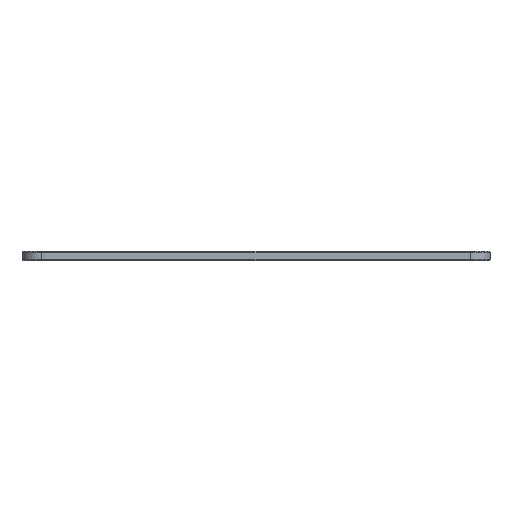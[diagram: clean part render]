
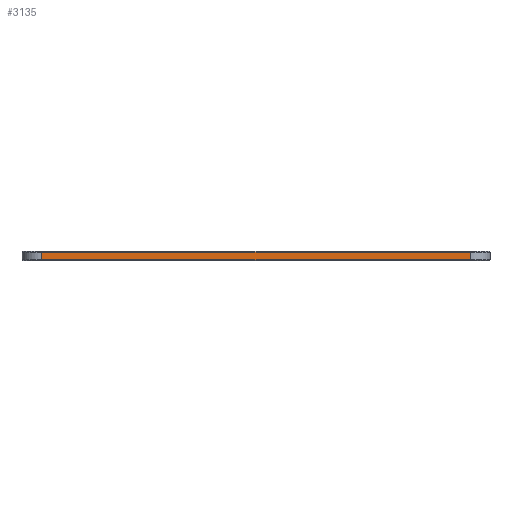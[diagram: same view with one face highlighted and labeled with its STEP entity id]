
A CAD part, front view. The second image highlights one B-rep face of the part: STEP entity #3135.
In plain terms, the highlighted planar face has unit normal (0, -1, 0).
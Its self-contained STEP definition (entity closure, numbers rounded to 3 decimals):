
#158 = PLANE('',#159);
#159 = AXIS2_PLACEMENT_3D('',#160,#161,#162);
#160 = CARTESIAN_POINT('',(0.,-6.1,0.15));
#161 = DIRECTION('',(0.,-0.707,-0.707));
#162 = DIRECTION('',(-1.,-0.,-0.));
#1220 = VERTEX_POINT('',#1221);
#1221 = CARTESIAN_POINT('',(137.5,-6.25,0.3));
#1257 = CYLINDRICAL_SURFACE('',#1258,6.25);
#1258 = AXIS2_PLACEMENT_3D('',#1259,#1260,#1261);
#1259 = CARTESIAN_POINT('',(137.5,0.,0.));
#1260 = DIRECTION('',(-0.,-0.,-1.));
#1261 = DIRECTION('',(1.,0.,0.));
#1329 = VERTEX_POINT('',#1330);
#1330 = CARTESIAN_POINT('',(0.,-6.25,0.3));
#1351 = EDGE_CURVE('',#1329,#1220,#1352,.T.);
#1352 = SURFACE_CURVE('',#1353,(#1357,#1364),.PCURVE_S1.);
#1353 = LINE('',#1354,#1355);
#1354 = CARTESIAN_POINT('',(0.,-6.25,0.3));
#1355 = VECTOR('',#1356,1.);
#1356 = DIRECTION('',(1.,0.,0.));
#1357 = PCURVE('',#158,#1358);
#1358 = DEFINITIONAL_REPRESENTATION('',(#1359),#1363);
#1359 = LINE('',#1360,#1361);
#1360 = CARTESIAN_POINT('',(-0.,-0.212));
#1361 = VECTOR('',#1362,1.);
#1362 = DIRECTION('',(-1.,0.));
#1363 = ( GEOMETRIC_REPRESENTATION_CONTEXT(2) 
PARAMETRIC_REPRESENTATION_CONTEXT() REPRESENTATION_CONTEXT('2D SPACE',''
  ) );
#1364 = PCURVE('',#1365,#1370);
#1365 = PLANE('',#1366);
#1366 = AXIS2_PLACEMENT_3D('',#1367,#1368,#1369);
#1367 = CARTESIAN_POINT('',(0.,-6.25,0.));
#1368 = DIRECTION('',(0.,1.,0.));
#1369 = DIRECTION('',(1.,0.,0.));
#1370 = DEFINITIONAL_REPRESENTATION('',(#1371),#1375);
#1371 = LINE('',#1372,#1373);
#1372 = CARTESIAN_POINT('',(0.,-0.3));
#1373 = VECTOR('',#1374,1.);
#1374 = DIRECTION('',(1.,0.));
#1375 = ( GEOMETRIC_REPRESENTATION_CONTEXT(2) 
PARAMETRIC_REPRESENTATION_CONTEXT() REPRESENTATION_CONTEXT('2D SPACE',''
  ) );
#1398 = CYLINDRICAL_SURFACE('',#1399,6.25);
#1399 = AXIS2_PLACEMENT_3D('',#1400,#1401,#1402);
#1400 = CARTESIAN_POINT('',(0.,0.,0.));
#1401 = DIRECTION('',(-0.,-0.,-1.));
#1402 = DIRECTION('',(1.,0.,0.));
#3030 = EDGE_CURVE('',#1220,#3031,#3033,.T.);
#3031 = VERTEX_POINT('',#3032);
#3032 = CARTESIAN_POINT('',(137.5,-6.25,2.825));
#3033 = SURFACE_CURVE('',#3034,(#3038,#3045),.PCURVE_S1.);
#3034 = LINE('',#3035,#3036);
#3035 = CARTESIAN_POINT('',(137.5,-6.25,0.));
#3036 = VECTOR('',#3037,1.);
#3037 = DIRECTION('',(0.,0.,1.));
#3038 = PCURVE('',#1257,#3039);
#3039 = DEFINITIONAL_REPRESENTATION('',(#3040),#3044);
#3040 = LINE('',#3041,#3042);
#3041 = CARTESIAN_POINT('',(-4.712,0.));
#3042 = VECTOR('',#3043,1.);
#3043 = DIRECTION('',(-0.,-1.));
#3044 = ( GEOMETRIC_REPRESENTATION_CONTEXT(2) 
PARAMETRIC_REPRESENTATION_CONTEXT() REPRESENTATION_CONTEXT('2D SPACE',''
  ) );
#3045 = PCURVE('',#1365,#3046);
#3046 = DEFINITIONAL_REPRESENTATION('',(#3047),#3051);
#3047 = LINE('',#3048,#3049);
#3048 = CARTESIAN_POINT('',(137.5,0.));
#3049 = VECTOR('',#3050,1.);
#3050 = DIRECTION('',(0.,-1.));
#3051 = ( GEOMETRIC_REPRESENTATION_CONTEXT(2) 
PARAMETRIC_REPRESENTATION_CONTEXT() REPRESENTATION_CONTEXT('2D SPACE',''
  ) );
#3135 = ADVANCED_FACE('',(#3136),#1365,.F.);
#3136 = FACE_BOUND('',#3137,.F.);
#3137 = EDGE_LOOP('',(#3138,#3161,#3187,#3188));
#3138 = ORIENTED_EDGE('',*,*,#3139,.T.);
#3139 = EDGE_CURVE('',#1329,#3140,#3142,.T.);
#3140 = VERTEX_POINT('',#3141);
#3141 = CARTESIAN_POINT('',(0.,-6.25,2.825));
#3142 = SURFACE_CURVE('',#3143,(#3147,#3154),.PCURVE_S1.);
#3143 = LINE('',#3144,#3145);
#3144 = CARTESIAN_POINT('',(0.,-6.25,0.));
#3145 = VECTOR('',#3146,1.);
#3146 = DIRECTION('',(0.,0.,1.));
#3147 = PCURVE('',#1365,#3148);
#3148 = DEFINITIONAL_REPRESENTATION('',(#3149),#3153);
#3149 = LINE('',#3150,#3151);
#3150 = CARTESIAN_POINT('',(0.,0.));
#3151 = VECTOR('',#3152,1.);
#3152 = DIRECTION('',(0.,-1.));
#3153 = ( GEOMETRIC_REPRESENTATION_CONTEXT(2) 
PARAMETRIC_REPRESENTATION_CONTEXT() REPRESENTATION_CONTEXT('2D SPACE',''
  ) );
#3154 = PCURVE('',#1398,#3155);
#3155 = DEFINITIONAL_REPRESENTATION('',(#3156),#3160);
#3156 = LINE('',#3157,#3158);
#3157 = CARTESIAN_POINT('',(-4.712,0.));
#3158 = VECTOR('',#3159,1.);
#3159 = DIRECTION('',(-0.,-1.));
#3160 = ( GEOMETRIC_REPRESENTATION_CONTEXT(2) 
PARAMETRIC_REPRESENTATION_CONTEXT() REPRESENTATION_CONTEXT('2D SPACE',''
  ) );
#3161 = ORIENTED_EDGE('',*,*,#3162,.T.);
#3162 = EDGE_CURVE('',#3140,#3031,#3163,.T.);
#3163 = SURFACE_CURVE('',#3164,(#3168,#3175),.PCURVE_S1.);
#3164 = LINE('',#3165,#3166);
#3165 = CARTESIAN_POINT('',(0.,-6.25,2.825));
#3166 = VECTOR('',#3167,1.);
#3167 = DIRECTION('',(1.,0.,0.));
#3168 = PCURVE('',#1365,#3169);
#3169 = DEFINITIONAL_REPRESENTATION('',(#3170),#3174);
#3170 = LINE('',#3171,#3172);
#3171 = CARTESIAN_POINT('',(0.,-2.825));
#3172 = VECTOR('',#3173,1.);
#3173 = DIRECTION('',(1.,0.));
#3174 = ( GEOMETRIC_REPRESENTATION_CONTEXT(2) 
PARAMETRIC_REPRESENTATION_CONTEXT() REPRESENTATION_CONTEXT('2D SPACE',''
  ) );
#3175 = PCURVE('',#3176,#3181);
#3176 = PLANE('',#3177);
#3177 = AXIS2_PLACEMENT_3D('',#3178,#3179,#3180);
#3178 = CARTESIAN_POINT('',(0.,-6.1,2.975));
#3179 = DIRECTION('',(0.,0.707,-0.707));
#3180 = DIRECTION('',(-1.,-0.,-0.));
#3181 = DEFINITIONAL_REPRESENTATION('',(#3182),#3186);
#3182 = LINE('',#3183,#3184);
#3183 = CARTESIAN_POINT('',(-0.,-0.212));
#3184 = VECTOR('',#3185,1.);
#3185 = DIRECTION('',(-1.,0.));
#3186 = ( GEOMETRIC_REPRESENTATION_CONTEXT(2) 
PARAMETRIC_REPRESENTATION_CONTEXT() REPRESENTATION_CONTEXT('2D SPACE',''
  ) );
#3187 = ORIENTED_EDGE('',*,*,#3030,.F.);
#3188 = ORIENTED_EDGE('',*,*,#1351,.F.);
